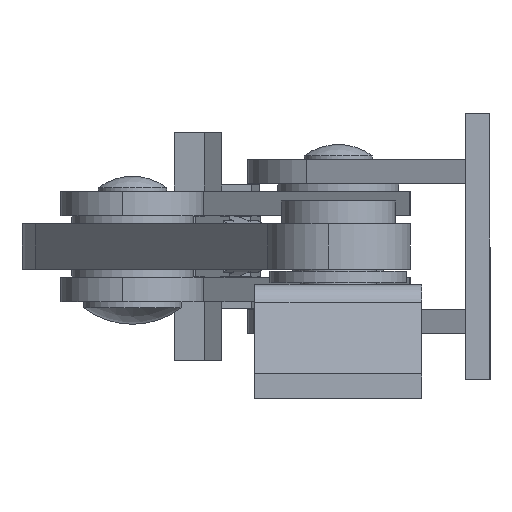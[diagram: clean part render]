
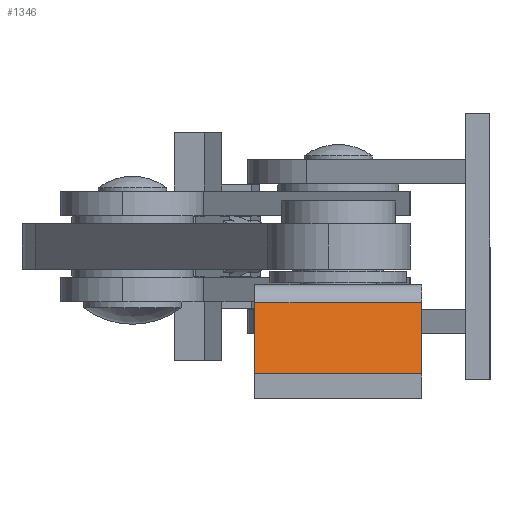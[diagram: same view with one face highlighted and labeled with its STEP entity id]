
A CAD part, left-side view. The second image highlights one B-rep face of the part: STEP entity #1346.
In plain terms, the highlighted face is planar.
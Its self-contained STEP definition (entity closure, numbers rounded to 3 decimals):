
#653 = EDGE_LOOP ( 'NONE', ( #1689, #1691, #1690, #1692 ) ) ;
#1346 = ADVANCED_FACE ( 'NONE', ( #3012 ), #5974, .F. ) ;
#1434 = EDGE_CURVE ( 'NONE', #2771, #2770, #3113, .T. ) ;
#1437 = EDGE_CURVE ( 'NONE', #2772, #2779, #3116, .T. ) ;
#1438 = EDGE_CURVE ( 'NONE', #2770, #2779, #3117, .T. ) ;
#1439 = EDGE_CURVE ( 'NONE', #2771, #2772, #3118, .T. ) ;
#1689 = ORIENTED_EDGE ( 'NONE', *, *, #1438, .T. ) ;
#1690 = ORIENTED_EDGE ( 'NONE', *, *, #1439, .F. ) ;
#1691 = ORIENTED_EDGE ( 'NONE', *, *, #1437, .F. ) ;
#1692 = ORIENTED_EDGE ( 'NONE', *, *, #1434, .T. ) ;
#2770 = VERTEX_POINT ( 'NONE', #6787 ) ;
#2771 = VERTEX_POINT ( 'NONE', #6788 ) ;
#2772 = VERTEX_POINT ( 'NONE', #6789 ) ;
#2779 = VERTEX_POINT ( 'NONE', #6796 ) ;
#3012 = FACE_OUTER_BOUND ( 'NONE', #653, .T. ) ;
#3113 = LINE ( 'NONE', #6216, #5971 ) ;
#3116 = LINE ( 'NONE', #6423, #6317 ) ;
#3117 = LINE ( 'NONE', #6425, #6318 ) ;
#3118 = LINE ( 'NONE', #6427, #6319 ) ;
#5949 = AXIS2_PLACEMENT_3D ( 'NONE', #5975, #5976, #5977 ) ;
#5971 = VECTOR ( 'NONE', #6217, 1000. ) ;
#5974 = PLANE ( 'NONE',  #5949 ) ;
#5975 = CARTESIAN_POINT ( 'NONE',  ( 11., -2.407, -14.104 ) ) ;
#5976 = DIRECTION ( 'NONE',  ( 0., -0.198, 0.98 ) ) ;
#5977 = DIRECTION ( 'NONE',  ( 0., -0.98, -0.198 ) ) ;
#6216 = CARTESIAN_POINT ( 'NONE',  ( 11., -11.8, -16. ) ) ;
#6217 = DIRECTION ( 'NONE',  ( -1., 0., 0. ) ) ;
#6317 = VECTOR ( 'NONE', #6424, 1000. ) ;
#6318 = VECTOR ( 'NONE', #6426, 1000. ) ;
#6319 = VECTOR ( 'NONE', #6428, 1000. ) ;
#6423 = CARTESIAN_POINT ( 'NONE',  ( 11., -2.407, -14.104 ) ) ;
#6424 = DIRECTION ( 'NONE',  ( -1., 0., 0. ) ) ;
#6425 = CARTESIAN_POINT ( 'NONE',  ( -11., -2.407, -14.104 ) ) ;
#6426 = DIRECTION ( 'NONE',  ( 0., 0.98, 0.198 ) ) ;
#6427 = CARTESIAN_POINT ( 'NONE',  ( 11., -2.407, -14.104 ) ) ;
#6428 = DIRECTION ( 'NONE',  ( 0., 0.98, 0.198 ) ) ;
#6787 = CARTESIAN_POINT ( 'NONE',  ( -11., -11.8, -16. ) ) ;
#6788 = CARTESIAN_POINT ( 'NONE',  ( 11., -11.8, -16. ) ) ;
#6789 = CARTESIAN_POINT ( 'NONE',  ( 11., -2.407, -14.104 ) ) ;
#6796 = CARTESIAN_POINT ( 'NONE',  ( -11., -2.407, -14.104 ) ) ;
